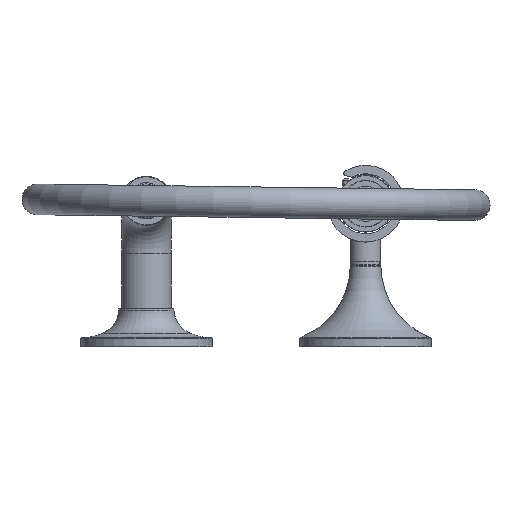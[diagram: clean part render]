
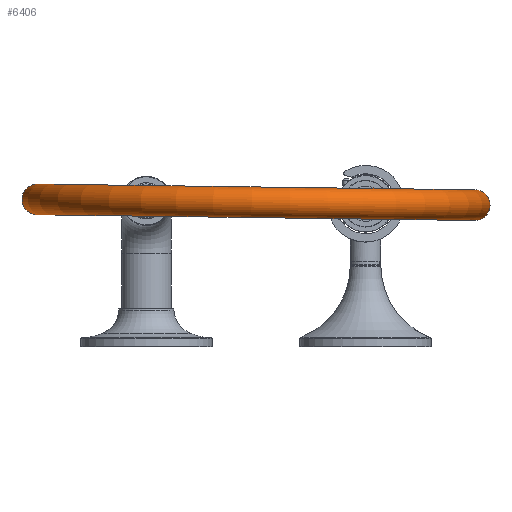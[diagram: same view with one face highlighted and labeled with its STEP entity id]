
A CAD part, front view. The second image highlights one B-rep face of the part: STEP entity #6406.
In plain terms, the highlighted toroidal (fillet/blend) face has major radius 100 mm and minor radius 7 mm.
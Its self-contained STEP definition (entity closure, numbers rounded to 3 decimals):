
#419 = CARTESIAN_POINT ( 'NONE',  ( -50., -474., 0. ) ) ;
#755 = ORIENTED_EDGE ( 'NONE', *, *, #7479, .T. ) ;
#768 = EDGE_LOOP ( 'NONE', ( #755 ) ) ;
#859 = AXIS2_PLACEMENT_3D ( 'NONE', #3919, #8914, #4630 ) ;
#886 = FACE_OUTER_BOUND ( 'NONE', #768, .T. ) ;
#1184 = ORIENTED_EDGE ( 'NONE', *, *, #7352, .F. ) ;
#1860 = DIRECTION ( 'NONE',  ( -0.25, -0.968, 0. ) ) ;
#2119 = CIRCLE ( 'NONE', #3347, 7. ) ;
#3125 = VERTEX_POINT ( 'NONE', #8060 ) ;
#3347 = AXIS2_PLACEMENT_3D ( 'NONE', #6114, #1860, #6840 ) ;
#3919 = CARTESIAN_POINT ( 'NONE',  ( 47.456, -451.587, 0. ) ) ;
#4068 = EDGE_LOOP ( 'NONE', ( #1184 ) ) ;
#4433 = TOROIDAL_SURFACE ( 'NONE', #9084, 100., 7. ) ;
#4503 = CARTESIAN_POINT ( 'NONE',  ( -146.83, -449.022, 7. ) ) ;
#4630 = DIRECTION ( 'NONE',  ( 0., 0., 1. ) ) ;
#4875 = FACE_OUTER_BOUND ( 'NONE', #4068, .T. ) ;
#6114 = CARTESIAN_POINT ( 'NONE',  ( -146.83, -449.022, 0. ) ) ;
#6340 = CIRCLE ( 'NONE', #859, 7. ) ;
#6406 = ADVANCED_FACE ( 'NONE', ( #4875, #886 ), #4433, .T. ) ;
#6703 = VERTEX_POINT ( 'NONE', #4503 ) ;
#6840 = DIRECTION ( 'NONE',  ( 0., 0., 1. ) ) ;
#7352 = EDGE_CURVE ( 'NONE', #3125, #3125, #6340, .T. ) ;
#7479 = EDGE_CURVE ( 'NONE', #6703, #6703, #2119, .T. ) ;
#7523 = DIRECTION ( 'NONE',  ( -1., 0., 0. ) ) ;
#8060 = CARTESIAN_POINT ( 'NONE',  ( 47.456, -451.587, 7. ) ) ;
#8914 = DIRECTION ( 'NONE',  ( -0.224, 0.975, 0. ) ) ;
#8974 = DIRECTION ( 'NONE',  ( 0., 0., -1. ) ) ;
#9084 = AXIS2_PLACEMENT_3D ( 'NONE', #419, #8974, #7523 ) ;
